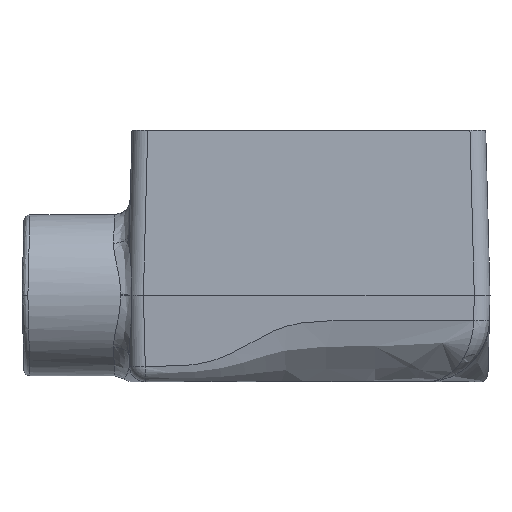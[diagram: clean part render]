
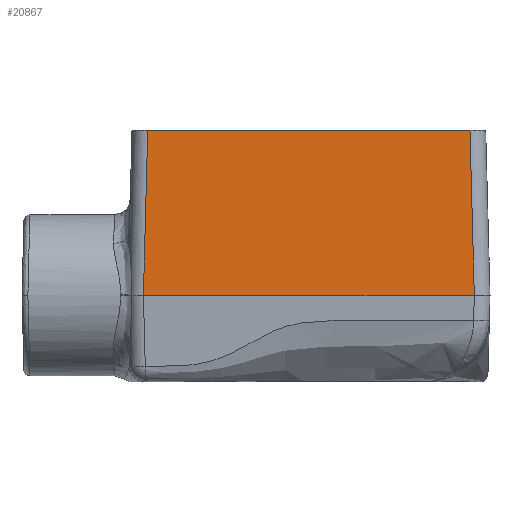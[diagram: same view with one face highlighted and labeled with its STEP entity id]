
A CAD part, left-side view. The second image highlights one B-rep face of the part: STEP entity #20867.
In plain terms, the highlighted planar face has unit normal (-1, 0, 0.026).
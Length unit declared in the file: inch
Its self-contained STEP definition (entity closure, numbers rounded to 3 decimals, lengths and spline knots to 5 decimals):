
#185=PLANE('',#22195);
#3164=FACE_OUTER_BOUND('',#4330,.T.);
#4330=EDGE_LOOP('',(#15236,#15237,#15238,#15239));
#5498=LINE('',#30610,#7353);
#5501=LINE('',#30640,#7356);
#5545=LINE('',#31408,#7400);
#5546=LINE('',#31409,#7401);
#7353=VECTOR('',#23634,0.3937);
#7356=VECTOR('',#23651,0.3937);
#7400=VECTOR('',#23913,0.3937);
#7401=VECTOR('',#23914,0.3937);
#9723=VERTEX_POINT('',#30607);
#9724=VERTEX_POINT('',#30609);
#9728=VERTEX_POINT('',#30638);
#9802=VERTEX_POINT('',#31407);
#11760=EDGE_CURVE('',#9723,#9724,#5498,.T.);
#11768=EDGE_CURVE('',#9728,#9723,#5501,.T.);
#11892=EDGE_CURVE('',#9802,#9728,#5545,.T.);
#11893=EDGE_CURVE('',#9802,#9724,#5546,.T.);
#15236=ORIENTED_EDGE('',*,*,#11768,.F.);
#15237=ORIENTED_EDGE('',*,*,#11892,.F.);
#15238=ORIENTED_EDGE('',*,*,#11893,.T.);
#15239=ORIENTED_EDGE('',*,*,#11760,.F.);
#20867=ADVANCED_FACE('',(#3164),#185,.T.);
#22195=AXIS2_PLACEMENT_3D('',#31406,#23911,#23912);
#23634=DIRECTION('',(0.026,-0.026,0.999));
#23651=DIRECTION('',(0.,1.,0.));
#23911=DIRECTION('center_axis',(-1.,0.,0.026));
#23912=DIRECTION('ref_axis',(0.,1.,0.));
#23913=DIRECTION('',(-0.026,-0.026,-0.999));
#23914=DIRECTION('',(0.,1.,0.));
#30607=CARTESIAN_POINT('',(-2.3156,1.31564,0.00082));
#30609=CARTESIAN_POINT('',(-2.28125,1.28129,1.3125));
#30610=CARTESIAN_POINT('',(-2.27977,1.27982,1.36889));
#30638=CARTESIAN_POINT('',(-2.3156,-1.31564,0.00082));
#30640=CARTESIAN_POINT('',(-2.3156,1.42343,0.00082));
#31406=CARTESIAN_POINT('Origin',(-2.28125,1.40625,1.3125));
#31407=CARTESIAN_POINT('',(-2.28125,-1.28129,1.3125));
#31408=CARTESIAN_POINT('',(-2.28037,-1.28042,1.34601));
#31409=CARTESIAN_POINT('',(-2.28125,-1.40625,1.3125));
